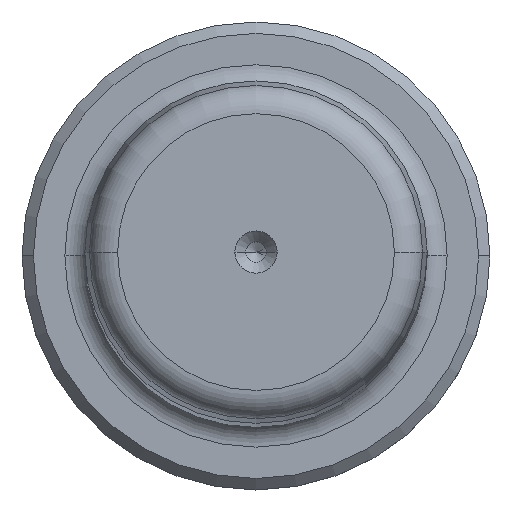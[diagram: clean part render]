
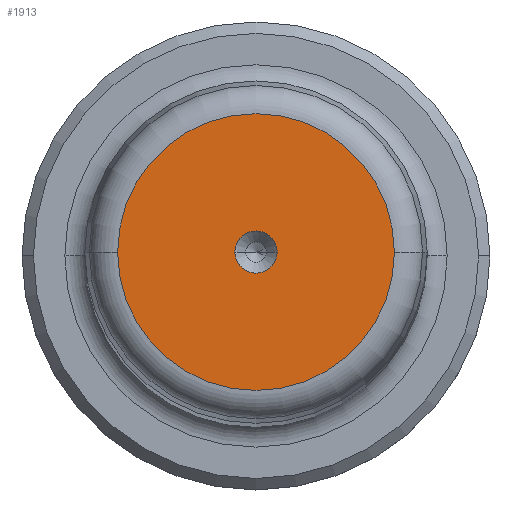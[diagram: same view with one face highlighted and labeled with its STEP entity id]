
A CAD part, top view. The second image highlights one B-rep face of the part: STEP entity #1913.
In plain terms, the highlighted planar face has unit normal (0, 0, 1).
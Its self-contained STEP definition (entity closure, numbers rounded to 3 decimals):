
#44 = CARTESIAN_POINT ( 'NONE',  ( 12.124, 0., 230. ) ) ;
#98 = CARTESIAN_POINT ( 'NONE',  ( 0., 0., 230. ) ) ;
#103 = FACE_BOUND ( 'NONE', #236, .T. ) ;
#224 = CARTESIAN_POINT ( 'NONE',  ( 0., 0., 230. ) ) ;
#236 = EDGE_LOOP ( 'NONE', ( #1752, #1319 ) ) ;
#331 = DIRECTION ( 'NONE',  ( 0., 0., 1. ) ) ;
#334 = ORIENTED_EDGE ( 'NONE', *, *, #1076, .T. ) ;
#385 = VERTEX_POINT ( 'NONE', #1712 ) ;
#402 = CARTESIAN_POINT ( 'NONE',  ( -12.124, 0., 230. ) ) ;
#404 = DIRECTION ( 'NONE',  ( 1., 0., 0. ) ) ;
#440 = ORIENTED_EDGE ( 'NONE', *, *, #1684, .T. ) ;
#456 = DIRECTION ( 'NONE',  ( 1., 0., 0. ) ) ;
#492 = CIRCLE ( 'NONE', #1155, 1.85 ) ;
#573 = FACE_OUTER_BOUND ( 'NONE', #1784, .T. ) ;
#601 = CIRCLE ( 'NONE', #2169, 1.85 ) ;
#644 = VERTEX_POINT ( 'NONE', #44 ) ;
#865 = DIRECTION ( 'NONE',  ( 0., 0., 1. ) ) ;
#890 = CARTESIAN_POINT ( 'NONE',  ( 0., 0., 230. ) ) ;
#979 = AXIS2_PLACEMENT_3D ( 'NONE', #1943, #865, #2128 ) ;
#1068 = DIRECTION ( 'NONE',  ( 1., 0., 0. ) ) ;
#1076 = EDGE_CURVE ( 'NONE', #1456, #644, #1561, .T. ) ;
#1155 = AXIS2_PLACEMENT_3D ( 'NONE', #224, #1497, #404 ) ;
#1180 = DIRECTION ( 'NONE',  ( 0., 0., 1. ) ) ;
#1225 = CARTESIAN_POINT ( 'NONE',  ( 1.85, 0., 230. ) ) ;
#1229 = AXIS2_PLACEMENT_3D ( 'NONE', #890, #2150, #1068 ) ;
#1319 = ORIENTED_EDGE ( 'NONE', *, *, #2171, .F. ) ;
#1426 = CARTESIAN_POINT ( 'NONE',  ( 0., 0., 230. ) ) ;
#1456 = VERTEX_POINT ( 'NONE', #402 ) ;
#1497 = DIRECTION ( 'NONE',  ( 0., 0., 1. ) ) ;
#1552 = PLANE ( 'NONE',  #2145 ) ;
#1561 = CIRCLE ( 'NONE', #1229, 12.124 ) ;
#1608 = DIRECTION ( 'NONE',  ( 1., 0., 0. ) ) ;
#1673 = VERTEX_POINT ( 'NONE', #1225 ) ;
#1684 = EDGE_CURVE ( 'NONE', #644, #1456, #1745, .T. ) ;
#1712 = CARTESIAN_POINT ( 'NONE',  ( -1.85, 0., 230. ) ) ;
#1745 = CIRCLE ( 'NONE', #979, 12.124 ) ;
#1752 = ORIENTED_EDGE ( 'NONE', *, *, #2338, .F. ) ;
#1784 = EDGE_LOOP ( 'NONE', ( #440, #334 ) ) ;
#1913 = ADVANCED_FACE ( 'NONE', ( #103, #573 ), #1552, .T. ) ;
#1943 = CARTESIAN_POINT ( 'NONE',  ( 0., 0., 230. ) ) ;
#2128 = DIRECTION ( 'NONE',  ( 1., 0., 0. ) ) ;
#2145 = AXIS2_PLACEMENT_3D ( 'NONE', #98, #1180, #456 ) ;
#2150 = DIRECTION ( 'NONE',  ( 0., 0., 1. ) ) ;
#2169 = AXIS2_PLACEMENT_3D ( 'NONE', #1426, #331, #1608 ) ;
#2171 = EDGE_CURVE ( 'NONE', #385, #1673, #601, .T. ) ;
#2338 = EDGE_CURVE ( 'NONE', #1673, #385, #492, .T. ) ;
